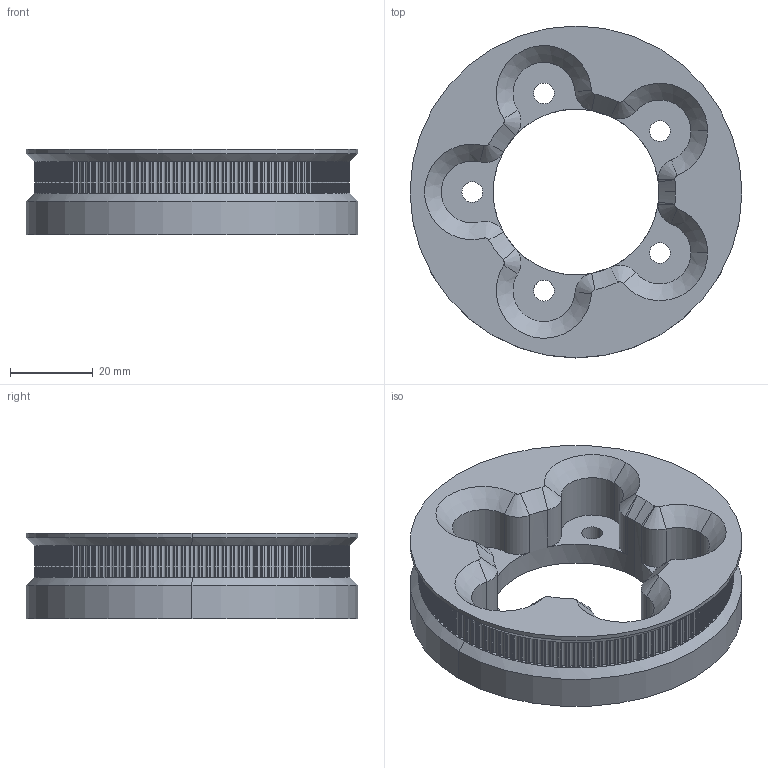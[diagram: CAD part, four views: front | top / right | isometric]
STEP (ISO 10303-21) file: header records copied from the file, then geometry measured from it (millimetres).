
FILE_DESCRIPTION (( 'STEP AP214' ), '1' );
FILE_NAME ('Wheel gear 01.STEP', '2024-07-07T07:37:35', ( '' ), ( '' ), 'SwSTEP 2.0', 'SolidWorks 2020', '' );
FILE_SCHEMA (( 'AUTOMOTIVE_DESIGN' ));
Length unit declared in the file: millimetre
Products named in the file (1): Wheel gear 01
Bounding box: 80 x 80 x 20.5 mm (x, y, z)
Volume: 56683.1 mm3; surface area: 17740.7 mm2
Topology: 1 solids, 1 shells, 1033 faces, 3059 edges, 2030 vertices
Faces by surface type: cylinder 995, cone 29, plane 9
Entity records: 35837 total; most frequent: DIRECTION 7157, CARTESIAN_POINT 6123, ORIENTED_EDGE 6118, AXIS2_PLACEMENT_3D 3064, EDGE_CURVE 3059, CIRCLE 2030, VERTEX_POINT 2030, EDGE_LOOP 1047
